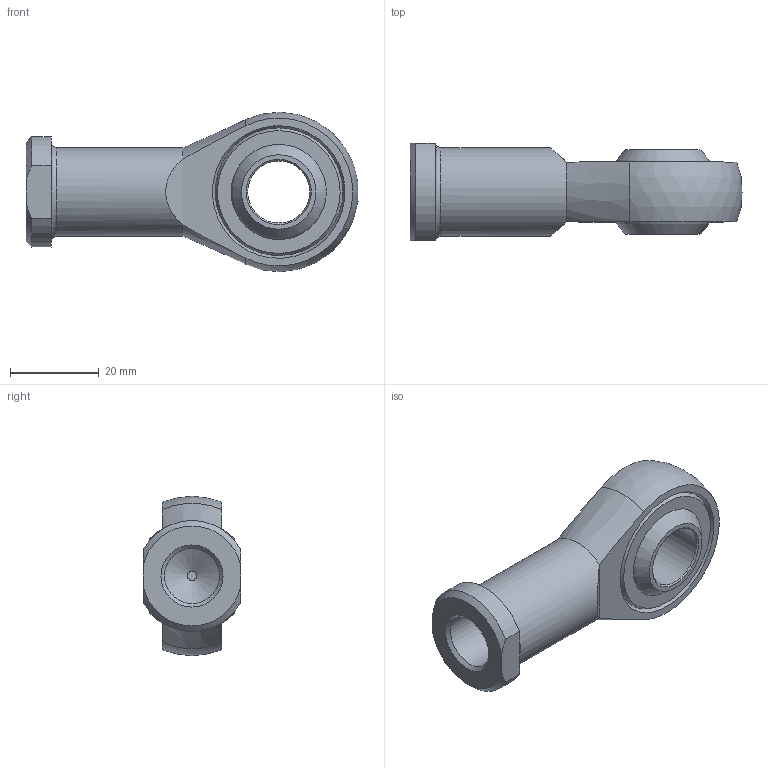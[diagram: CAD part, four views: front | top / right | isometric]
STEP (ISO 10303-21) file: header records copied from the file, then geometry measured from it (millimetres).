
FILE_DESCRIPTION(('FreeCAD Model'),'2;1');
FILE_NAME('AG57.stp','2017-07-12T14:05:45',('Author') ,(''),'Open CASCADE STEP processor 6.8','FreeCAD','Unknown');
FILE_SCHEMA(('AUTOMOTIVE_DESIGN_CC2 { 1 2 10303 214 -1 1 5 4 }'));
Length unit declared in the file: millimetre
Products named in the file (2): ENG-009940; ENG-009941
Bounding box: 74.87 x 22 x 35.99 mm (x, y, z)
Volume: 21207.8 mm3; surface area: 10685.5 mm2
Topology: 2 solids, 2 shells, 41 faces, 100 edges, 66 vertices
Faces by surface type: plane 15, cone 12, cylinder 7, sphere 4, torus 3
Full cylindrical faces by diameter (mm): 2.1 x1, 12.376 x1, 14 x1, 20 x1
Entity records: 4983 total; most frequent: CARTESIAN_POINT 3176, DIRECTION 266, ORIENTED_EDGE 200, PCURVE 200, DEFINITIONAL_REPRESENTATION 200, B_SPLINE_CURVE_WITH_KNOTS 136, EDGE_CURVE 100, AXIS2_PLACEMENT_3D 90
